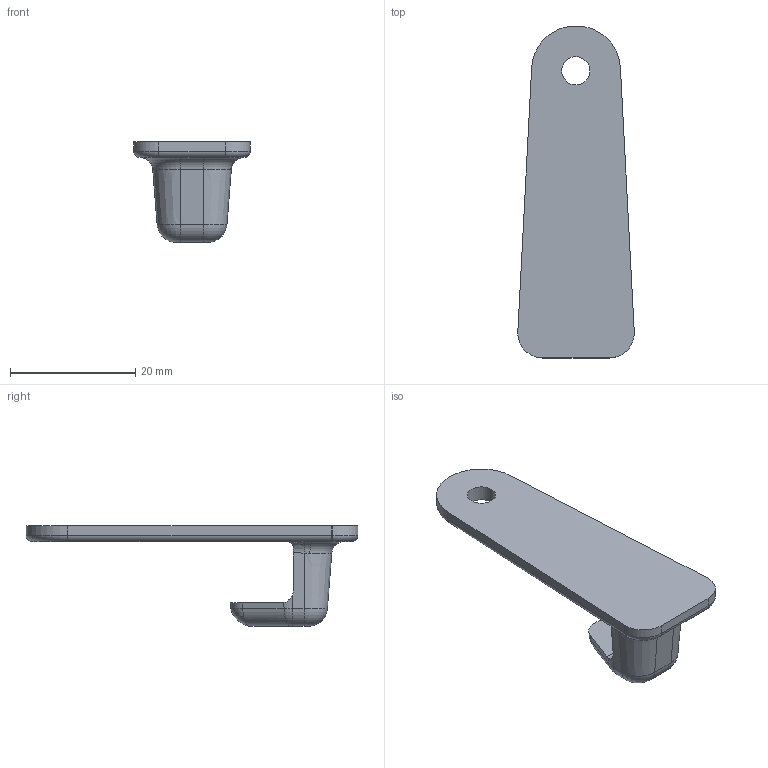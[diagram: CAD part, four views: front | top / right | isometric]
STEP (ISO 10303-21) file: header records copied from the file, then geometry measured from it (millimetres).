
FILE_DESCRIPTION (( 'STEP AP203' ), '1' );
FILE_NAME ('support ceinture.STEP', '2022-04-28T11:28:08', ( '' ), ( '' ), 'SwSTEP 2.0', 'SolidWorks 2020', '' );
FILE_SCHEMA (( 'CONFIG_CONTROL_DESIGN' ));
Length unit declared in the file: millimetre
Products named in the file (1): support ceinture
Bounding box: 18.56 x 52.93 x 16 mm (x, y, z)
Volume: 3077.6 mm3; surface area: 2464.6 mm2
Topology: 1 solids, 1 shells, 57 faces, 138 edges, 82 vertices
Faces by surface type: cylinder 19, plane 15, torus 11, bspline 7, cone 5
Entity records: 2133 total; most frequent: CARTESIAN_POINT 772, ORIENTED_EDGE 274, DIRECTION 271, EDGE_CURVE 137, AXIS2_PLACEMENT_3D 108, VERTEX_POINT 82, EDGE_LOOP 59, FACE_OUTER_BOUND 57
